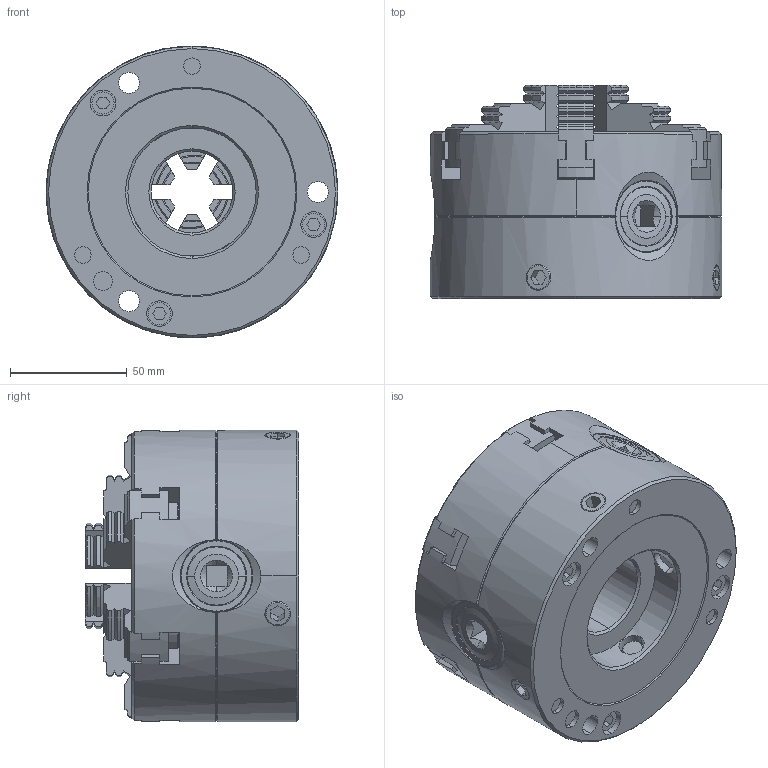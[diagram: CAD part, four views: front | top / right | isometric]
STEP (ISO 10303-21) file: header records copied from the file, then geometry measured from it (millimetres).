
FILE_DESCRIPTION (( 'STEP AP203' ), '1' );
FILE_NAME ('1-104-0500.STEP', '2024-02-07T03:38:50', ( 'Microsoft' ), ( 'Microsoft' ), 'SwSTEP 2.0', 'SolidWorks 2021', '' );
FILE_SCHEMA (( 'CONFIG_CONTROL_DESIGN' ));
Length unit declared in the file: millimetre
Products named in the file (4): tiaojieluoding; Part; Jaw; 1-104-0500
Assembly tree (11 placements, depth 2):
  1-104-0500
    Part
    Jaw  x6
    tiaojieluoding  x4
Bounding box: 125 x 91.5 x 125 mm (x, y, z)
Volume: 784536.2 mm3; surface area: 129410.5 mm2
Topology: 11 solids, 11 shells, 952 faces, 2654 edges, 1755 vertices
Faces by surface type: cone 380, plane 350, cylinder 222
Entity records: 14117 total; most frequent: CARTESIAN_POINT 3773, ORIENTED_EDGE 2074, DIRECTION 2015, EDGE_CURVE 1037, AXIS2_PLACEMENT_3D 775, VERTEX_POINT 681, VECTOR 465, LINE 465
